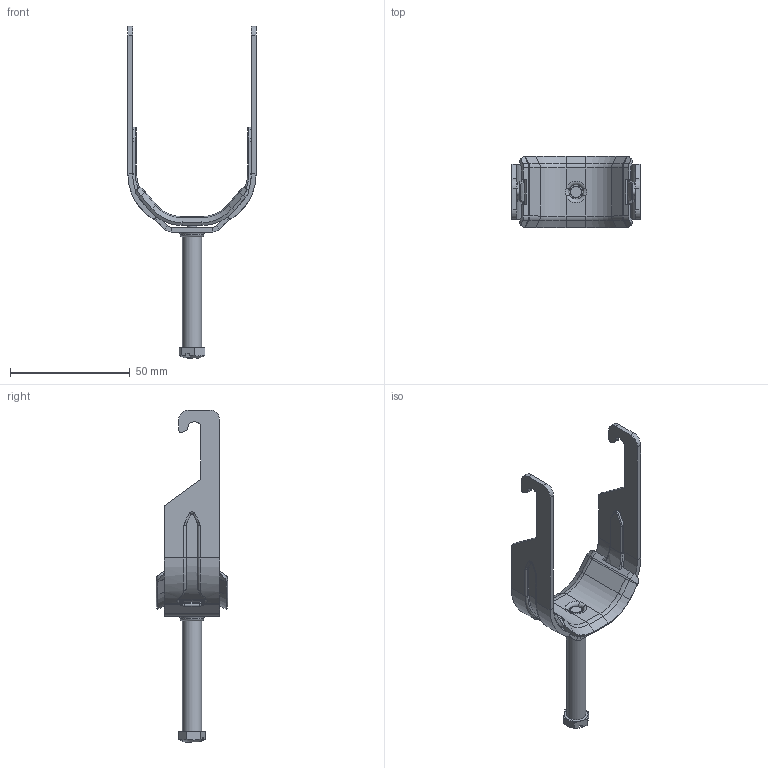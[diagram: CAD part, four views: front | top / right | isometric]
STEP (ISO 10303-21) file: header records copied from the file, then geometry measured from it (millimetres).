
FILE_DESCRIPTION(/* description */ (''),/* implementation_level */ '2;1');
FILE_NAME(/* name */ 'UKZ1 UKOZ1 40-46.stp',/* time_stamp */ '2020-11-16T12:14:20+01:00',/* author */ ('stanislaw.luczak'),/* organization */ (''),/* preprocessor_version */ 'ST-DEVELOPER v18.1',/* originating_system */ 'Autodesk Inventor 2021',/* authorisation */ '');
FILE_SCHEMA (('AUTOMOTIVE_DESIGN { 1 0 10303 214 3 1 1 }'));
Length unit declared in the file: millimetre
Products named in the file (4): UKZ1 UKOZ1 40-46; 40-46; łezka 40-46; śruba UK  - dlugosc 50mm
Assembly tree (3 placements, depth 2):
  UKZ1 UKOZ1 40-46
    40-46
    łezka 40-46
    śruba UK  - dlugosc 50mm
Bounding box: 53.58 x 30 x 138.6 mm (x, y, z)
Volume: 12893 mm3; surface area: 14100.9 mm2
Topology: 3 solids, 3 shells, 487 faces, 1189 edges, 712 vertices
Faces by surface type: plane 182, bspline 128, cylinder 115, torus 36, cone 26
Full cylindrical faces by diameter (mm): 4 x1, 4.5 x1, 5 x1, 6 x1, 6.647 x1, 8 x1, 10 x1
Entity records: 26657 total; most frequent: CARTESIAN_POINT 15849, ORIENTED_EDGE 2378, DIRECTION 2003, EDGE_CURVE 1189, AXIS2_PLACEMENT_3D 743, VERTEX_POINT 712, LINE 517, VECTOR 517
